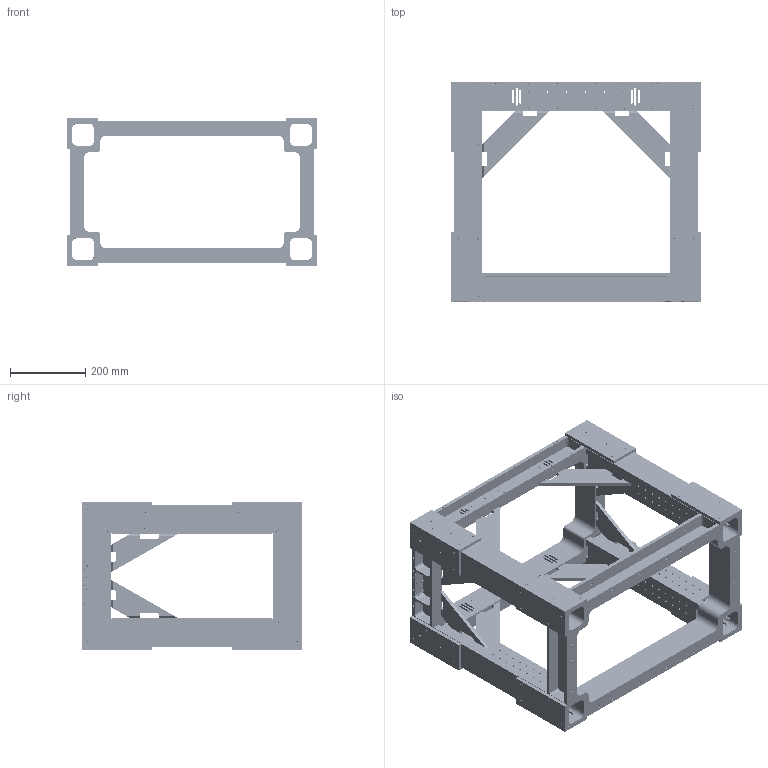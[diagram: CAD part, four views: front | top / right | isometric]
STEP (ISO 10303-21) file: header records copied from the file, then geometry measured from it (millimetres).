
FILE_DESCRIPTION (( 'STEP AP203' ), '1' );
FILE_NAME ('D0900655-v1.STEP', '2009-06-10T18:47:39', ( ' ' ), ( ' ' ), 'SwSTEP 2.0', 'SolidWorks 2009', '' );
FILE_SCHEMA (( 'CONFIG_CONTROL_DESIGN' ));
Length unit declared in the file: inch
Products named in the file (19): D0900348_AdvLIGO_OMC_Structure_Leg_After Welding; D0900309_AdvLIGO_OMC_CORNER BRACE; 90585A358 Countersunk Head Cap Screw (McMaster-Carr)_90585A358; D0900655-v1; D0900308_OMC_Structure_POST-WELD MACHINING; D0900346_AdvLIGO_OMC_Structure_Base; D0900347_AdvLIGO_OMC_Structure_Top; D0900349_AdvLIGO_OMC_Structure_Gusset_7X7_-5; D0900350_AdvLIGO_OMC_Structure_Gusset_7X4_-6
Assembly tree (87 placements, depth 3):
  D0900655-v1
    90585A358 Countersunk Head Cap Screw (McMaster-Carr)_90585A358  x64
    D0900309_AdvLIGO_OMC_CORNER BRACE
    D0900309_AdvLIGO_OMC_CORNER BRACE
    D0900308_OMC_Structure_POST-WELD MACHINING
      D0900348_AdvLIGO_OMC_Structure_Leg_After Welding
      D0900349_AdvLIGO_OMC_Structure_Gusset_7X7_-5  x4
      D0900350_AdvLIGO_OMC_Structure_Gusset_7X4_-6  x4
      D0900347_AdvLIGO_OMC_Structure_Top
      D0900348_AdvLIGO_OMC_Structure_Leg_After Welding
      D0900346_AdvLIGO_OMC_Structure_Base
      D0900348_AdvLIGO_OMC_Structure_Leg_After Welding
      D0900348_AdvLIGO_OMC_Structure_Leg_After Welding
    D0900309_AdvLIGO_OMC_CORNER BRACE
    D0900309_AdvLIGO_OMC_CORNER BRACE
    D0900309_AdvLIGO_OMC_CORNER BRACE
    D0900309_AdvLIGO_OMC_CORNER BRACE
    D0900309_AdvLIGO_OMC_CORNER BRACE
    D0900309_AdvLIGO_OMC_CORNER BRACE
Bounding box: 666.54 x 582.6 x 391.96 mm (x, y, z)
Volume: 10049234 mm3; surface area: 2722625 mm2
Topology: 86 solids, 86 shells, 9294 faces, 20942 edges, 11882 vertices
Faces by surface type: cone 3816, cylinder 3596, plane 1730, torus 128, bspline 24
Entity records: 83664 total; most frequent: CARTESIAN_POINT 19048, DIRECTION 13103, ORIENTED_EDGE 12258, EDGE_CURVE 6129, AXIS2_PLACEMENT_3D 4935, VERTEX_POINT 3908, VECTOR 3233, LINE 3233
